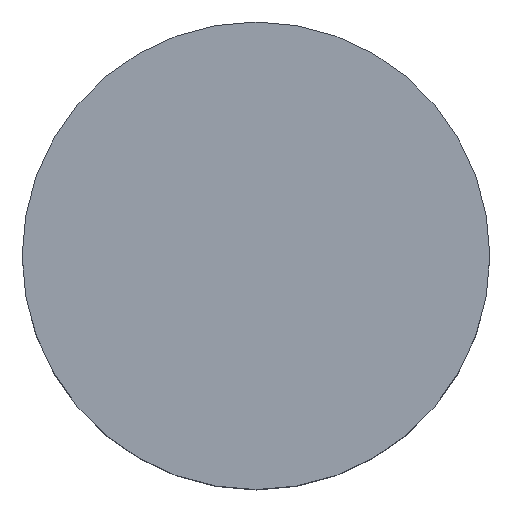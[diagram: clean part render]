
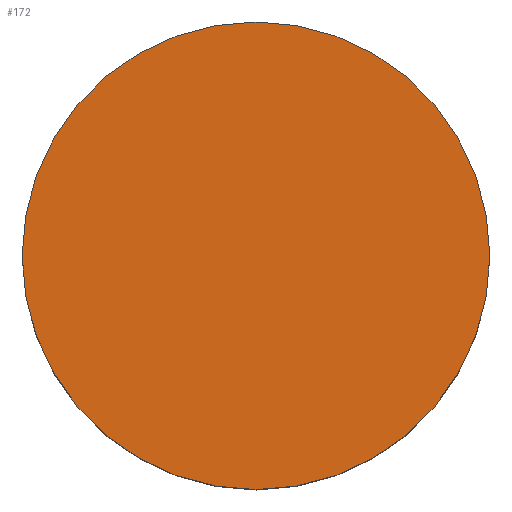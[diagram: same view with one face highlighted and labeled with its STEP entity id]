
A CAD part, top view. The second image highlights one B-rep face of the part: STEP entity #172.
In plain terms, the highlighted planar face has unit normal (0, 0, 1).
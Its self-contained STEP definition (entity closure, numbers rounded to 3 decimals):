
#87=ORIENTED_EDGE('',*,*,#101,.F.);
#93=CIRCLE('',#160,12.5);
#97=VERTEX_POINT('',#147);
#101=EDGE_CURVE('',#97,#97,#93,.T.);
#107=EDGE_LOOP('',(#87));
#115=FACE_BOUND('',#107,.T.);
#127=DIRECTION('',(0.,0.,-1.));
#128=DIRECTION('',(0.,-12.5,0.));
#129=DIRECTION('',(0.,0.,1.));
#130=DIRECTION('',(0.,-1.,0.));
#147=CARTESIAN_POINT('',(9.173,-7.551,12.));
#148=CARTESIAN_POINT('',(9.173,4.949,12.));
#149=CARTESIAN_POINT('',(-4.327,-8.551,12.));
#160=AXIS2_PLACEMENT_3D('',#148,#127,#128);
#161=AXIS2_PLACEMENT_3D('',#149,#129,#130);
#168=PLANE('',#161);
#172=ADVANCED_FACE('',(#115),#168,.T.);
